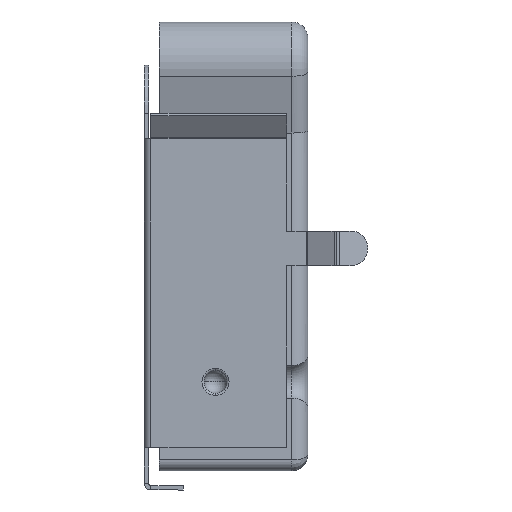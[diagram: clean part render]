
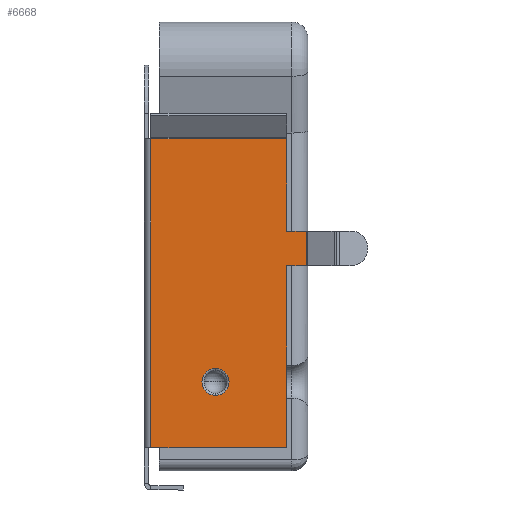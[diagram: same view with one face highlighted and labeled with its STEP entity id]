
A CAD part, left-side view. The second image highlights one B-rep face of the part: STEP entity #6668.
In plain terms, the highlighted planar face has unit normal (-1, 0, 0).
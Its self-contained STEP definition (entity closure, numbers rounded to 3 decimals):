
#113 = VECTOR ( 'NONE', #5401, 1000. ) ;
#185 = VECTOR ( 'NONE', #4235, 1000. ) ;
#251 = CARTESIAN_POINT ( 'NONE',  ( -10.07, 0.067, 0.55 ) ) ;
#311 = FACE_OUTER_BOUND ( 'NONE', #6223, .T. ) ;
#372 = DIRECTION ( 'NONE',  ( 1., 0., 0. ) ) ;
#375 = VERTEX_POINT ( 'NONE', #2525 ) ;
#466 = CARTESIAN_POINT ( 'NONE',  ( -10.07, 4.22, -4.76 ) ) ;
#619 = AXIS2_PLACEMENT_3D ( 'NONE', #885, #372, #4052 ) ;
#885 = CARTESIAN_POINT ( 'NONE',  ( -10.07, 4.22, -4.76 ) ) ;
#941 = VECTOR ( 'NONE', #4123, 1000. ) ;
#947 = LINE ( 'NONE', #5071, #5379 ) ;
#967 = EDGE_CURVE ( 'NONE', #1450, #5291, #2088, .T. ) ;
#1003 = ORIENTED_EDGE ( 'NONE', *, *, #6354, .T. ) ;
#1021 = DIRECTION ( 'NONE',  ( 1., 0., 0. ) ) ;
#1058 = ORIENTED_EDGE ( 'NONE', *, *, #2261, .F. ) ;
#1081 = VERTEX_POINT ( 'NONE', #2541 ) ;
#1163 = VECTOR ( 'NONE', #6593, 1000. ) ;
#1213 = CIRCLE ( 'NONE', #3581, 0.617 ) ;
#1240 = VERTEX_POINT ( 'NONE', #4337 ) ;
#1372 = CARTESIAN_POINT ( 'NONE',  ( -10.07, 7.17, 0. ) ) ;
#1450 = VERTEX_POINT ( 'NONE', #6703 ) ;
#1465 = VECTOR ( 'NONE', #5035, 1000. ) ;
#1577 = LINE ( 'NONE', #3701, #185 ) ;
#1621 = VECTOR ( 'NONE', #4614, 1000. ) ;
#1723 = EDGE_LOOP ( 'NONE', ( #3773, #5032 ) ) ;
#1734 = CARTESIAN_POINT ( 'NONE',  ( -10.07, 7.27, -7.76 ) ) ;
#1827 = VERTEX_POINT ( 'NONE', #6015 ) ;
#1927 = CARTESIAN_POINT ( 'NONE',  ( -10.07, 7.17, 6.34 ) ) ;
#2001 = ORIENTED_EDGE ( 'NONE', *, *, #3304, .F. ) ;
#2088 = LINE ( 'NONE', #4054, #941 ) ;
#2116 = ORIENTED_EDGE ( 'NONE', *, *, #5894, .F. ) ;
#2261 = EDGE_CURVE ( 'NONE', #5814, #6463, #947, .T. ) ;
#2525 = CARTESIAN_POINT ( 'NONE',  ( -10.07, 0.97, 6.34 ) ) ;
#2541 = CARTESIAN_POINT ( 'NONE',  ( -10.07, 4.22, -4.143 ) ) ;
#2730 = EDGE_CURVE ( 'NONE', #375, #5814, #4962, .T. ) ;
#3002 = CARTESIAN_POINT ( 'NONE',  ( -10.07, 0.067, 2.12 ) ) ;
#3017 = LINE ( 'NONE', #3002, #1621 ) ;
#3138 = DIRECTION ( 'NONE',  ( 0., 0., -1. ) ) ;
#3303 = ORIENTED_EDGE ( 'NONE', *, *, #967, .T. ) ;
#3304 = EDGE_CURVE ( 'NONE', #1240, #1827, #3634, .T. ) ;
#3360 = FACE_BOUND ( 'NONE', #1723, .T. ) ;
#3482 = AXIS2_PLACEMENT_3D ( 'NONE', #6777, #1021, #6280 ) ;
#3581 = AXIS2_PLACEMENT_3D ( 'NONE', #466, #4659, #3138 ) ;
#3634 = LINE ( 'NONE', #1734, #113 ) ;
#3701 = CARTESIAN_POINT ( 'NONE',  ( -10.07, 0.97, -7.76 ) ) ;
#3773 = ORIENTED_EDGE ( 'NONE', *, *, #4203, .T. ) ;
#4052 = DIRECTION ( 'NONE',  ( 0., 0., -1. ) ) ;
#4054 = CARTESIAN_POINT ( 'NONE',  ( -10.07, 0.97, 0.55 ) ) ;
#4096 = VERTEX_POINT ( 'NONE', #1927 ) ;
#4100 = EDGE_CURVE ( 'NONE', #6463, #5291, #3017, .T. ) ;
#4123 = DIRECTION ( 'NONE',  ( 0., -1., 0. ) ) ;
#4203 = EDGE_CURVE ( 'NONE', #6238, #1081, #1213, .T. ) ;
#4224 = ORIENTED_EDGE ( 'NONE', *, *, #2730, .F. ) ;
#4235 = DIRECTION ( 'NONE',  ( 0., 0., -1. ) ) ;
#4337 = CARTESIAN_POINT ( 'NONE',  ( -10.07, 0.97, -7.76 ) ) ;
#4441 = CIRCLE ( 'NONE', #619, 0.617 ) ;
#4614 = DIRECTION ( 'NONE',  ( 0., 0., -1. ) ) ;
#4629 = EDGE_CURVE ( 'NONE', #1450, #1240, #1577, .T. ) ;
#4659 = DIRECTION ( 'NONE',  ( 1., 0., 0. ) ) ;
#4962 = LINE ( 'NONE', #4996, #5706 ) ;
#4996 = CARTESIAN_POINT ( 'NONE',  ( -10.07, 0.97, -7.76 ) ) ;
#5032 = ORIENTED_EDGE ( 'NONE', *, *, #6549, .T. ) ;
#5035 = DIRECTION ( 'NONE',  ( 0., 0., -1. ) ) ;
#5071 = CARTESIAN_POINT ( 'NONE',  ( -10.07, 0.97, 2.12 ) ) ;
#5178 = ORIENTED_EDGE ( 'NONE', *, *, #4629, .F. ) ;
#5291 = VERTEX_POINT ( 'NONE', #251 ) ;
#5379 = VECTOR ( 'NONE', #6185, 1000. ) ;
#5401 = DIRECTION ( 'NONE',  ( 0., 1., 0. ) ) ;
#5538 = DIRECTION ( 'NONE',  ( 0., 0., -1. ) ) ;
#5543 = CARTESIAN_POINT ( 'NONE',  ( -10.07, 0.97, 6.34 ) ) ;
#5706 = VECTOR ( 'NONE', #5538, 1000. ) ;
#5814 = VERTEX_POINT ( 'NONE', #6385 ) ;
#5894 = EDGE_CURVE ( 'NONE', #4096, #375, #6088, .T. ) ;
#6015 = CARTESIAN_POINT ( 'NONE',  ( -10.07, 7.17, -7.76 ) ) ;
#6088 = LINE ( 'NONE', #5543, #1163 ) ;
#6144 = CARTESIAN_POINT ( 'NONE',  ( -10.07, 0.067, 2.12 ) ) ;
#6185 = DIRECTION ( 'NONE',  ( 0., -1., 0. ) ) ;
#6223 = EDGE_LOOP ( 'NONE', ( #3303, #6378, #1058, #4224, #2116, #1003, #2001, #5178 ) ) ;
#6238 = VERTEX_POINT ( 'NONE', #6333 ) ;
#6280 = DIRECTION ( 'NONE',  ( 0., 0., -1. ) ) ;
#6333 = CARTESIAN_POINT ( 'NONE',  ( -10.07, 4.22, -5.377 ) ) ;
#6354 = EDGE_CURVE ( 'NONE', #4096, #1827, #6395, .T. ) ;
#6378 = ORIENTED_EDGE ( 'NONE', *, *, #4100, .F. ) ;
#6385 = CARTESIAN_POINT ( 'NONE',  ( -10.07, 0.97, 2.12 ) ) ;
#6395 = LINE ( 'NONE', #1372, #1465 ) ;
#6463 = VERTEX_POINT ( 'NONE', #6144 ) ;
#6549 = EDGE_CURVE ( 'NONE', #1081, #6238, #4441, .T. ) ;
#6593 = DIRECTION ( 'NONE',  ( 0., -1., 0. ) ) ;
#6668 = ADVANCED_FACE ( 'NONE', ( #3360, #311 ), #6759, .F. ) ;
#6703 = CARTESIAN_POINT ( 'NONE',  ( -10.07, 0.97, 0.55 ) ) ;
#6759 = PLANE ( 'NONE',  #3482 ) ;
#6777 = CARTESIAN_POINT ( 'NONE',  ( -10.07, 0.97, 2.12 ) ) ;
